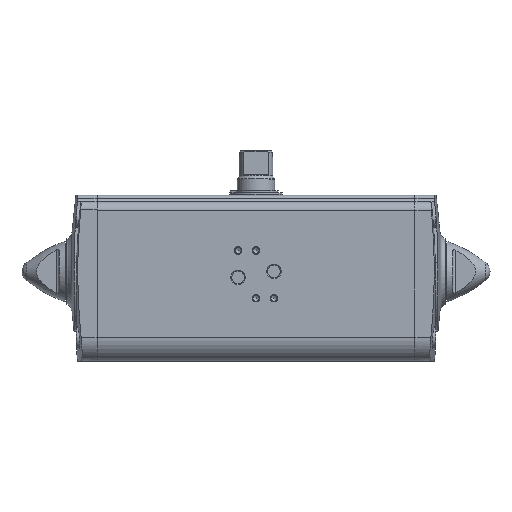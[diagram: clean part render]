
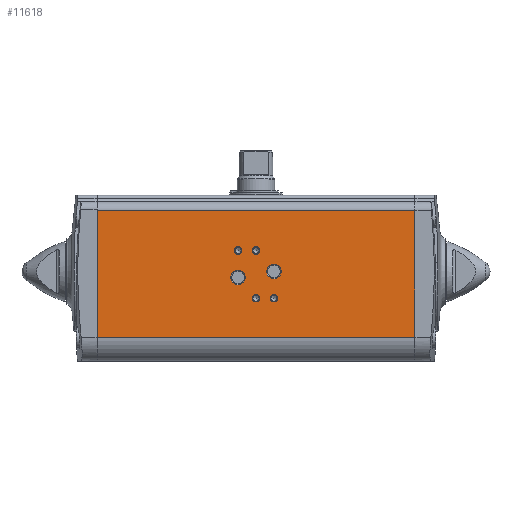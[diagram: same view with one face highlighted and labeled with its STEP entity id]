
A CAD part, top view. The second image highlights one B-rep face of the part: STEP entity #11618.
In plain terms, the highlighted planar face has unit normal (0, 0, 1).
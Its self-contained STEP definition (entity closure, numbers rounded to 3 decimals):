
#732=LINE('',#17174,#1277);
#733=LINE('',#17177,#1278);
#734=LINE('',#17179,#1279);
#735=LINE('',#17181,#1280);
#1277=VECTOR('',#13690,1000.);
#1278=VECTOR('',#13691,1000.);
#1279=VECTOR('',#13692,1000.);
#1280=VECTOR('',#13693,1000.);
#2252=ORIENTED_EDGE('',*,*,#4428,.T.);
#2253=ORIENTED_EDGE('',*,*,#4429,.T.);
#2254=ORIENTED_EDGE('',*,*,#4430,.T.);
#2255=ORIENTED_EDGE('',*,*,#4431,.T.);
#2256=ORIENTED_EDGE('',*,*,#4432,.T.);
#2257=ORIENTED_EDGE('',*,*,#4433,.T.);
#2258=ORIENTED_EDGE('',*,*,#4434,.T.);
#2259=ORIENTED_EDGE('',*,*,#4435,.F.);
#2260=ORIENTED_EDGE('',*,*,#4436,.F.);
#2261=ORIENTED_EDGE('',*,*,#4437,.T.);
#4428=EDGE_CURVE('',#5473,#5473,#5990,.T.);
#4429=EDGE_CURVE('',#5474,#5474,#5991,.T.);
#4430=EDGE_CURVE('',#5475,#5475,#5992,.T.);
#4431=EDGE_CURVE('',#5476,#5476,#5993,.T.);
#4432=EDGE_CURVE('',#5477,#5477,#5994,.T.);
#4433=EDGE_CURVE('',#5478,#5478,#5995,.T.);
#4434=EDGE_CURVE('',#5479,#5480,#732,.T.);
#4435=EDGE_CURVE('',#5481,#5480,#733,.T.);
#4436=EDGE_CURVE('',#5482,#5481,#734,.T.);
#4437=EDGE_CURVE('',#5482,#5479,#735,.T.);
#5473=VERTEX_POINT('',#17163);
#5474=VERTEX_POINT('',#17165);
#5475=VERTEX_POINT('',#17167);
#5476=VERTEX_POINT('',#17169);
#5477=VERTEX_POINT('',#17171);
#5478=VERTEX_POINT('',#17173);
#5479=VERTEX_POINT('',#17175);
#5480=VERTEX_POINT('',#17176);
#5481=VERTEX_POINT('',#17178);
#5482=VERTEX_POINT('',#17180);
#5990=CIRCLE('',#12281,4.864);
#5991=CIRCLE('',#12282,2.5);
#5992=CIRCLE('',#12283,2.5);
#5993=CIRCLE('',#12284,2.5);
#5994=CIRCLE('',#12285,2.5);
#5995=CIRCLE('',#12286,4.864);
#6386=EDGE_LOOP('',(#2252));
#6387=EDGE_LOOP('',(#2253));
#6388=EDGE_LOOP('',(#2254));
#6389=EDGE_LOOP('',(#2255));
#6390=EDGE_LOOP('',(#2256));
#6391=EDGE_LOOP('',(#2257));
#6392=EDGE_LOOP('',(#2258,#2259,#2260,#2261));
#7069=FACE_BOUND('',#6386,.T.);
#7070=FACE_BOUND('',#6387,.T.);
#7071=FACE_BOUND('',#6388,.T.);
#7072=FACE_BOUND('',#6389,.T.);
#7073=FACE_BOUND('',#6390,.T.);
#7074=FACE_BOUND('',#6391,.T.);
#7075=FACE_BOUND('',#6392,.T.);
#7687=PLANE('',#12280);
#11618=ADVANCED_FACE('',(#7069,#7070,#7071,#7072,#7073,#7074,#7075),#7687,
 .F.);
#12280=AXIS2_PLACEMENT_3D('',#17161,#13676,#13677);
#12281=AXIS2_PLACEMENT_3D('',#17162,#13678,#13679);
#12282=AXIS2_PLACEMENT_3D('',#17164,#13680,#13681);
#12283=AXIS2_PLACEMENT_3D('',#17166,#13682,#13683);
#12284=AXIS2_PLACEMENT_3D('',#17168,#13684,#13685);
#12285=AXIS2_PLACEMENT_3D('',#17170,#13686,#13687);
#12286=AXIS2_PLACEMENT_3D('',#17172,#13688,#13689);
#13676=DIRECTION('',(0.,0.,-1.));
#13677=DIRECTION('',(-1.,0.,0.));
#13678=DIRECTION('',(0.,0.,-1.));
#13679=DIRECTION('',(-1.,0.,0.));
#13680=DIRECTION('',(0.,0.,-1.));
#13681=DIRECTION('',(-1.,0.,0.));
#13682=DIRECTION('',(0.,0.,-1.));
#13683=DIRECTION('',(-1.,0.,0.));
#13684=DIRECTION('',(0.,0.,-1.));
#13685=DIRECTION('',(-1.,0.,0.));
#13686=DIRECTION('',(0.,0.,-1.));
#13687=DIRECTION('',(-1.,0.,0.));
#13688=DIRECTION('',(0.,0.,-1.));
#13689=DIRECTION('',(-1.,0.,0.));
#13690=DIRECTION('',(0.,-1.,0.));
#13691=DIRECTION('',(-1.,0.,0.));
#13692=DIRECTION('',(0.,-1.,0.));
#13693=DIRECTION('',(-1.,0.,0.));
#17161=CARTESIAN_POINT('',(106.4,40.7,60.1));
#17162=CARTESIAN_POINT('',(-12.,-4.,60.1));
#17163=CARTESIAN_POINT('',(-16.864,-4.,60.1));
#17164=CARTESIAN_POINT('',(-12.,14.,60.1));
#17165=CARTESIAN_POINT('',(-14.5,14.,60.1));
#17166=CARTESIAN_POINT('',(0.,14.,60.1));
#17167=CARTESIAN_POINT('',(-2.5,14.,60.1));
#17168=CARTESIAN_POINT('',(0.,-18.,60.1));
#17169=CARTESIAN_POINT('',(-2.5,-18.,60.1));
#17170=CARTESIAN_POINT('',(12.,-18.,60.1));
#17171=CARTESIAN_POINT('',(9.5,-18.,60.1));
#17172=CARTESIAN_POINT('',(12.,0.,60.1));
#17173=CARTESIAN_POINT('',(7.136,0.,60.1));
#17174=CARTESIAN_POINT('',(-106.4,40.7,60.1));
#17175=CARTESIAN_POINT('',(-106.4,40.7,60.1));
#17176=CARTESIAN_POINT('',(-106.4,-44.1,60.1));
#17177=CARTESIAN_POINT('',(106.4,-44.1,60.1));
#17178=CARTESIAN_POINT('',(106.4,-44.1,60.1));
#17179=CARTESIAN_POINT('',(106.4,40.7,60.1));
#17180=CARTESIAN_POINT('',(106.4,40.7,60.1));
#17181=CARTESIAN_POINT('',(106.4,40.7,60.1));
